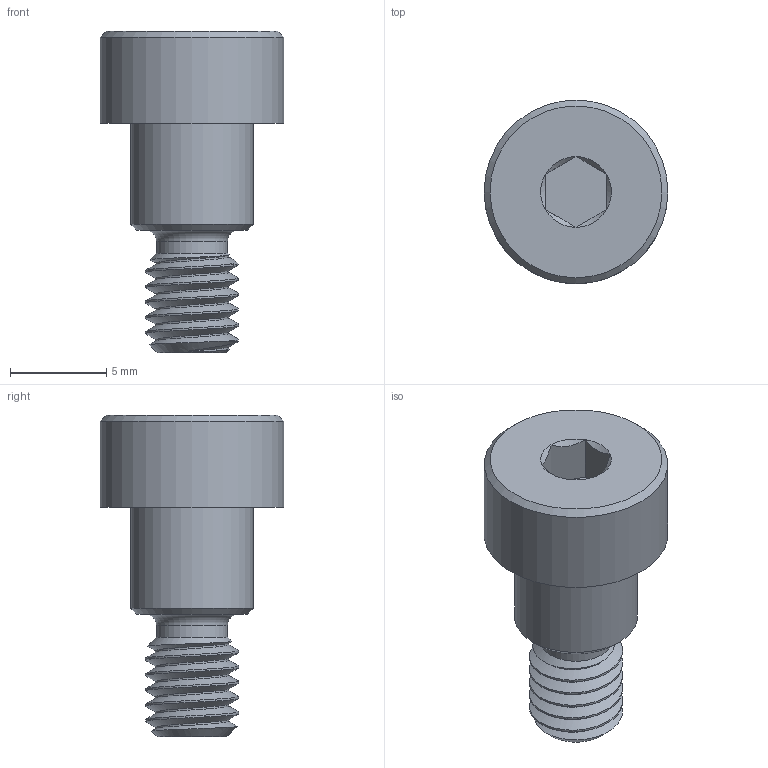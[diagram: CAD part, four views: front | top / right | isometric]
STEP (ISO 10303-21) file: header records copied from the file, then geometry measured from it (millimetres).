
FILE_DESCRIPTION(/* description */ (''),/* implementation_level */ '2;1');
FILE_NAME(/* name */ 'UCF Pulley Assembly.LowerPulleyAssembly.LowerPulley.94035A177.step',/* time_stamp */ '2020-09-18T14:06:25-07:00',/* author */ (''),/* organization */ (''),/* preprocessor_version */ 'ST-DEVELOPER v18.1',/* originating_system */ 'Autodesk Translation Framework v9.3.0.1241',/* authorisation */ '');
FILE_SCHEMA (('AUTOMOTIVE_DESIGN { 1 0 10303 214 3 1 1 }'));
Length unit declared in the file: inch
Products named in the file (1): 94035A177
Bounding box: 9.53 x 9.53 x 16.67 mm (x, y, z)
Volume: 579.5 mm3; surface area: 540.5 mm2
Topology: 1 solids, 1 shells, 41 faces, 93 edges, 57 vertices
Faces by surface type: cylinder 17, plane 11, cone 10, bspline 2, torus 1
Full cylindrical faces by diameter (mm): 3.683 x1, 3.795 x6, 4.826 x4, 6.35 x1, 9.525 x1
Entity records: 2324 total; most frequent: CARTESIAN_POINT 1458, ORIENTED_EDGE 186, DIRECTION 157, EDGE_CURVE 93, AXIS2_PLACEMENT_3D 63, VERTEX_POINT 57, EDGE_LOOP 44, FACE_OUTER_BOUND 41
